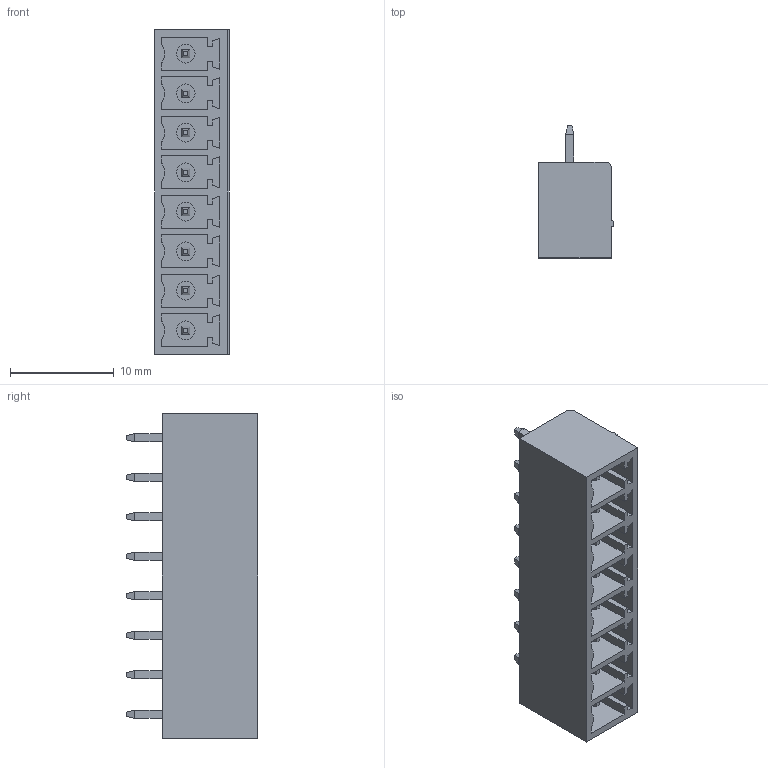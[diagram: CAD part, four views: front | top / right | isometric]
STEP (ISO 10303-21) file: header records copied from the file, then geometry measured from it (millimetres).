
FILE_DESCRIPTION(('FreeCAD Model'),'2;1');
FILE_NAME('Open CASCADE Shape Model','2024-09-16T21:47:46',('Author'),( ''),'Open CASCADE STEP processor 7.6','FreeCAD','Unknown');
FILE_SCHEMA(('AUTOMOTIVE_DESIGN { 1 0 10303 214 1 1 1 1 }'));
Length unit declared in the file: millimetre
Products named in the file (1): CUI_DEVICES_TBP02R2-381-08BE
Bounding box: 7.2 x 12.7 x 31.27 mm (x, y, z)
Volume: 1190 mm3; surface area: 2476.3 mm2
Topology: 1 solids, 1 shells, 315 faces, 779 edges, 498 vertices
Faces by surface type: plane 273, cylinder 42
Entity records: 11343 total; most frequent: CARTESIAN_POINT 1593, ORIENTED_EDGE 1558, DIRECTION 1495, EDGE_CURVE 779, LINE 695, VECTOR 695, VERTEX_POINT 498, AXIS2_PLACEMENT_3D 400
